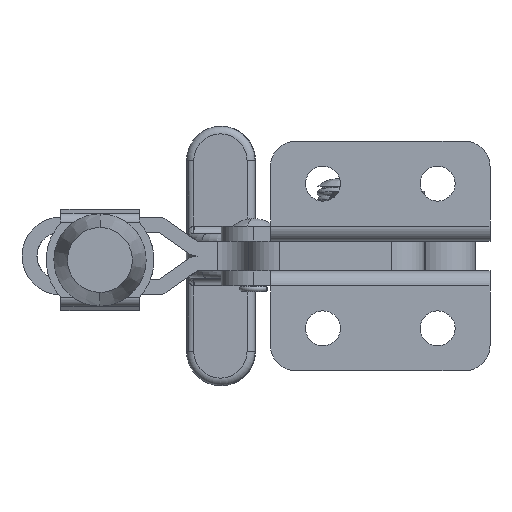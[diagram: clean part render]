
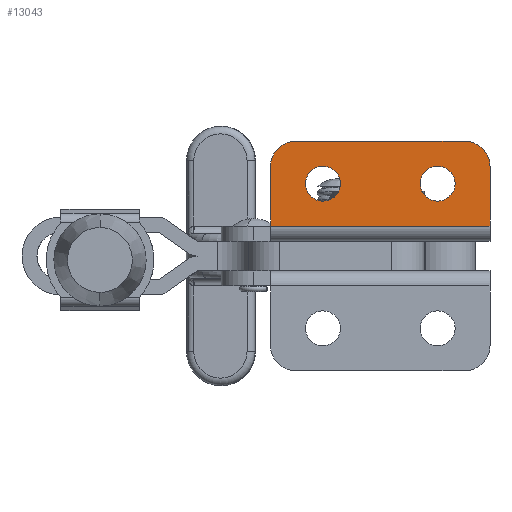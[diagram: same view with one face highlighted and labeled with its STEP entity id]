
A CAD part, front view. The second image highlights one B-rep face of the part: STEP entity #13043.
In plain terms, the highlighted planar face has unit normal (0, -1, 0).
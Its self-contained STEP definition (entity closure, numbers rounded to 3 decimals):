
#50 = EDGE_CURVE ( 'NONE', #7907, #4962, #18917, .T. ) ;
#567 = DIRECTION ( 'NONE',  ( 0., 1., 0. ) ) ;
#593 = CARTESIAN_POINT ( 'NONE',  ( 0., 0., 3. ) ) ;
#1031 = VERTEX_POINT ( 'NONE', #34854 ) ;
#1103 = CARTESIAN_POINT ( 'NONE',  ( -33.5, 0., 8. ) ) ;
#1338 = DIRECTION ( 'NONE',  ( 0., 0., 1. ) ) ;
#1737 = DIRECTION ( 'NONE',  ( 1., 0., 0. ) ) ;
#2405 = EDGE_CURVE ( 'NONE', #36755, #1031, #11369, .T. ) ;
#2565 = CIRCLE ( 'NONE', #34016, 5. ) ;
#2736 = FACE_BOUND ( 'NONE', #28432, .T. ) ;
#4962 = VERTEX_POINT ( 'NONE', #35301 ) ;
#6160 = ORIENTED_EDGE ( 'NONE', *, *, #18133, .T. ) ;
#6161 = DIRECTION ( 'NONE',  ( 0., 1., 0. ) ) ;
#6654 = VERTEX_POINT ( 'NONE', #31842 ) ;
#7647 = ORIENTED_EDGE ( 'NONE', *, *, #31633, .T. ) ;
#7907 = VERTEX_POINT ( 'NONE', #34001 ) ;
#8201 = DIRECTION ( 'NONE',  ( 0., 1., 0. ) ) ;
#8230 = PLANE ( 'NONE',  #29804 ) ;
#8755 = EDGE_CURVE ( 'NONE', #26456, #22118, #2565, .T. ) ;
#9171 = AXIS2_PLACEMENT_3D ( 'NONE', #18601, #567, #21598 ) ;
#9542 = CARTESIAN_POINT ( 'NONE',  ( -5., 0., 20. ) ) ;
#10185 = EDGE_CURVE ( 'NONE', #24647, #21159, #23931, .T. ) ;
#10469 = LINE ( 'NONE', #593, #25464 ) ;
#10693 = CIRCLE ( 'NONE', #26818, 5. ) ;
#11246 = DIRECTION ( 'NONE',  ( 0., 0., 1. ) ) ;
#11369 = CIRCLE ( 'NONE', #35472, 3.5 ) ;
#12810 = EDGE_LOOP ( 'NONE', ( #15691, #31000, #6160, #16354, #28191, #7647 ) ) ;
#12977 = DIRECTION ( 'NONE',  ( 0., 1., 0. ) ) ;
#13043 = ADVANCED_FACE ( 'NONE', ( #2736, #26701, #27631 ), #8230, .F. ) ;
#13123 = CARTESIAN_POINT ( 'NONE',  ( -44., 0., 3. ) ) ;
#15691 = ORIENTED_EDGE ( 'NONE', *, *, #25258, .F. ) ;
#16109 = ORIENTED_EDGE ( 'NONE', *, *, #21885, .T. ) ;
#16129 = CIRCLE ( 'NONE', #33743, 3.5 ) ;
#16133 = DIRECTION ( 'NONE',  ( 0., 0., -1. ) ) ;
#16194 = DIRECTION ( 'NONE',  ( 0., -1., 0. ) ) ;
#16354 = ORIENTED_EDGE ( 'NONE', *, *, #50, .T. ) ;
#17495 = VECTOR ( 'NONE', #1737, 1000. ) ;
#18003 = VECTOR ( 'NONE', #24027, 1000. ) ;
#18133 = EDGE_CURVE ( 'NONE', #22118, #7907, #25992, .T. ) ;
#18601 = CARTESIAN_POINT ( 'NONE',  ( -10.5, 0., 11.5 ) ) ;
#18917 = LINE ( 'NONE', #36013, #18003 ) ;
#19364 = DIRECTION ( 'NONE',  ( 0., -1., 0. ) ) ;
#20162 = CARTESIAN_POINT ( 'NONE',  ( -44., 0., 3. ) ) ;
#20428 = VERTEX_POINT ( 'NONE', #9542 ) ;
#20476 = ORIENTED_EDGE ( 'NONE', *, *, #36293, .T. ) ;
#20943 = CARTESIAN_POINT ( 'NONE',  ( -44., 0., 15. ) ) ;
#21159 = VERTEX_POINT ( 'NONE', #26797 ) ;
#21385 = ORIENTED_EDGE ( 'NONE', *, *, #10185, .T. ) ;
#21598 = DIRECTION ( 'NONE',  ( 0., 0., 1. ) ) ;
#21885 = EDGE_CURVE ( 'NONE', #1031, #36755, #34567, .T. ) ;
#22118 = VERTEX_POINT ( 'NONE', #20943 ) ;
#23931 = CIRCLE ( 'NONE', #29007, 3.5 ) ;
#24027 = DIRECTION ( 'NONE',  ( 1., 0., 0. ) ) ;
#24136 = CARTESIAN_POINT ( 'NONE',  ( -10.5, 0., 11.5 ) ) ;
#24500 = EDGE_CURVE ( 'NONE', #6654, #4962, #10469, .T. ) ;
#24647 = VERTEX_POINT ( 'NONE', #1103 ) ;
#24648 = DIRECTION ( 'NONE',  ( 0., 0., -1. ) ) ;
#25036 = VECTOR ( 'NONE', #16133, 1000. ) ;
#25258 = EDGE_CURVE ( 'NONE', #26456, #20428, #25423, .T. ) ;
#25423 = LINE ( 'NONE', #27870, #17495 ) ;
#25464 = VECTOR ( 'NONE', #24648, 1000. ) ;
#25992 = LINE ( 'NONE', #13123, #25036 ) ;
#26161 = CARTESIAN_POINT ( 'NONE',  ( -33.5, 0., 11.5 ) ) ;
#26226 = EDGE_LOOP ( 'NONE', ( #20476, #21385 ) ) ;
#26456 = VERTEX_POINT ( 'NONE', #37638 ) ;
#26701 = FACE_BOUND ( 'NONE', #26226, .T. ) ;
#26797 = CARTESIAN_POINT ( 'NONE',  ( -33.5, 0., 15. ) ) ;
#26818 = AXIS2_PLACEMENT_3D ( 'NONE', #37365, #19364, #1338 ) ;
#27160 = DIRECTION ( 'NONE',  ( 0., 0., 1. ) ) ;
#27631 = FACE_OUTER_BOUND ( 'NONE', #12810, .T. ) ;
#27870 = CARTESIAN_POINT ( 'NONE',  ( -44., 0., 20. ) ) ;
#28191 = ORIENTED_EDGE ( 'NONE', *, *, #24500, .F. ) ;
#28432 = EDGE_LOOP ( 'NONE', ( #16109, #33756 ) ) ;
#29007 = AXIS2_PLACEMENT_3D ( 'NONE', #30961, #12977, #33996 ) ;
#29194 = DIRECTION ( 'NONE',  ( 0., 0., 1. ) ) ;
#29220 = DIRECTION ( 'NONE',  ( 0., 1., 0. ) ) ;
#29804 = AXIS2_PLACEMENT_3D ( 'NONE', #20162, #29220, #11246 ) ;
#30961 = CARTESIAN_POINT ( 'NONE',  ( -33.5, 0., 11.5 ) ) ;
#31000 = ORIENTED_EDGE ( 'NONE', *, *, #8755, .T. ) ;
#31633 = EDGE_CURVE ( 'NONE', #6654, #20428, #10693, .T. ) ;
#31842 = CARTESIAN_POINT ( 'NONE',  ( 0., 0., 15. ) ) ;
#32052 = CARTESIAN_POINT ( 'NONE',  ( -10.5, 0., 8. ) ) ;
#33743 = AXIS2_PLACEMENT_3D ( 'NONE', #26161, #8201, #29194 ) ;
#33756 = ORIENTED_EDGE ( 'NONE', *, *, #2405, .T. ) ;
#33996 = DIRECTION ( 'NONE',  ( 0., 0., 1. ) ) ;
#34001 = CARTESIAN_POINT ( 'NONE',  ( -44., 0., 3. ) ) ;
#34016 = AXIS2_PLACEMENT_3D ( 'NONE', #34211, #16194, #37220 ) ;
#34211 = CARTESIAN_POINT ( 'NONE',  ( -39., 0., 15. ) ) ;
#34567 = CIRCLE ( 'NONE', #9171, 3.5 ) ;
#34854 = CARTESIAN_POINT ( 'NONE',  ( -10.5, 0., 15. ) ) ;
#35301 = CARTESIAN_POINT ( 'NONE',  ( 0., 0., 3. ) ) ;
#35472 = AXIS2_PLACEMENT_3D ( 'NONE', #24136, #6161, #27160 ) ;
#36013 = CARTESIAN_POINT ( 'NONE',  ( -44., 0., 3. ) ) ;
#36293 = EDGE_CURVE ( 'NONE', #21159, #24647, #16129, .T. ) ;
#36755 = VERTEX_POINT ( 'NONE', #32052 ) ;
#37220 = DIRECTION ( 'NONE',  ( 0., 0., 1. ) ) ;
#37365 = CARTESIAN_POINT ( 'NONE',  ( -5., 0., 15. ) ) ;
#37638 = CARTESIAN_POINT ( 'NONE',  ( -39., 0., 20. ) ) ;
